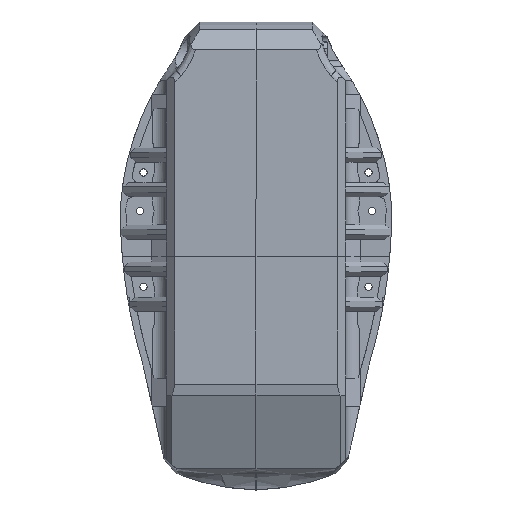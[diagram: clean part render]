
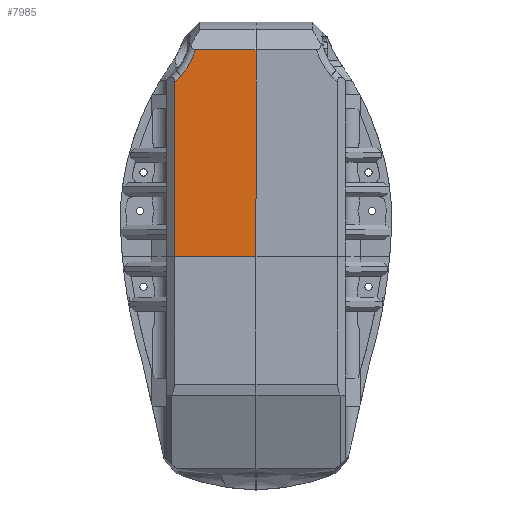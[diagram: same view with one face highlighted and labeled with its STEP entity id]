
A CAD part, top view. The second image highlights one B-rep face of the part: STEP entity #7985.
In plain terms, the highlighted planar face has unit normal (0, 0, 1).
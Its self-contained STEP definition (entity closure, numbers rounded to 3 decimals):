
#142=B_SPLINE_CURVE_WITH_KNOTS('',3,(#12254,#12255,#12256,#12257,#12258,
#12259),.UNSPECIFIED.,.F.,.F.,(4,1,1,4),(-2.449,-1.4,
-0.7,-0.331),.UNSPECIFIED.);
#593=FACE_OUTER_BOUND('',#1034,.T.);
#1034=EDGE_LOOP('',(#5905,#5906,#5907,#5908,#5909,#5910));
#1549=LINE('',#11696,#2451);
#1564=LINE('',#11929,#2466);
#1604=LINE('',#12036,#2506);
#1656=LINE('',#12261,#2558);
#1657=LINE('',#12262,#2559);
#2451=VECTOR('',#9310,10.);
#2466=VECTOR('',#9351,10.);
#2506=VECTOR('',#9423,10.);
#2558=VECTOR('',#9581,10.);
#2559=VECTOR('',#9582,10.);
#3325=VERTEX_POINT('',#11693);
#3326=VERTEX_POINT('',#11695);
#3356=VERTEX_POINT('',#11928);
#3392=VERTEX_POINT('',#12023);
#3446=VERTEX_POINT('',#12253);
#3447=VERTEX_POINT('',#12260);
#4192=EDGE_CURVE('',#3326,#3325,#1549,.T.);
#4229=EDGE_CURVE('',#3356,#3326,#1564,.T.);
#4275=EDGE_CURVE('',#3392,#3325,#1604,.T.);
#4362=EDGE_CURVE('',#3446,#3392,#142,.T.);
#4363=EDGE_CURVE('',#3447,#3446,#1656,.T.);
#4364=EDGE_CURVE('',#3356,#3447,#1657,.T.);
#5905=ORIENTED_EDGE('',*,*,#4192,.T.);
#5906=ORIENTED_EDGE('',*,*,#4275,.F.);
#5907=ORIENTED_EDGE('',*,*,#4362,.F.);
#5908=ORIENTED_EDGE('',*,*,#4363,.F.);
#5909=ORIENTED_EDGE('',*,*,#4364,.F.);
#5910=ORIENTED_EDGE('',*,*,#4229,.T.);
#7629=PLANE('',#8498);
#7985=ADVANCED_FACE('',(#593),#7629,.T.);
#8498=AXIS2_PLACEMENT_3D('',#12252,#9579,#9580);
#9310=DIRECTION('',(0.,1.,0.));
#9351=DIRECTION('',(1.,0.,0.));
#9423=DIRECTION('',(1.,0.,0.));
#9579=DIRECTION('center_axis',(0.,0.,1.));
#9580=DIRECTION('ref_axis',(1.,0.,0.));
#9581=DIRECTION('',(0.707,0.707,0.));
#9582=DIRECTION('',(0.,1.,0.));
#11693=CARTESIAN_POINT('',(107.5,850.,58.));
#11695=CARTESIAN_POINT('',(107.5,702.611,58.));
#11696=CARTESIAN_POINT('',(107.5,699.012,58.));
#11928=CARTESIAN_POINT('',(49.5,702.611,58.));
#11929=CARTESIAN_POINT('',(78.5,702.611,58.));
#12023=CARTESIAN_POINT('',(64.387,850.,58.));
#12036=CARTESIAN_POINT('',(43.5,850.,58.));
#12252=CARTESIAN_POINT('Origin',(107.5,703.,58.));
#12253=CARTESIAN_POINT('',(54.171,831.6,58.));
#12254=CARTESIAN_POINT('Ctrl Pts',(54.171,831.6,58.));
#12255=CARTESIAN_POINT('Ctrl Pts',(56.454,834.252,58.));
#12256=CARTESIAN_POINT('Ctrl Pts',(59.803,839.063,58.));
#12257=CARTESIAN_POINT('Ctrl Pts',(62.822,845.466,58.));
#12258=CARTESIAN_POINT('Ctrl Pts',(64.013,848.827,58.));
#12259=CARTESIAN_POINT('Ctrl Pts',(64.386,850.,58.));
#12260=CARTESIAN_POINT('',(49.5,826.929,58.));
#12261=CARTESIAN_POINT('',(33.536,810.964,58.));
#12262=CARTESIAN_POINT('',(49.5,672.611,58.));
